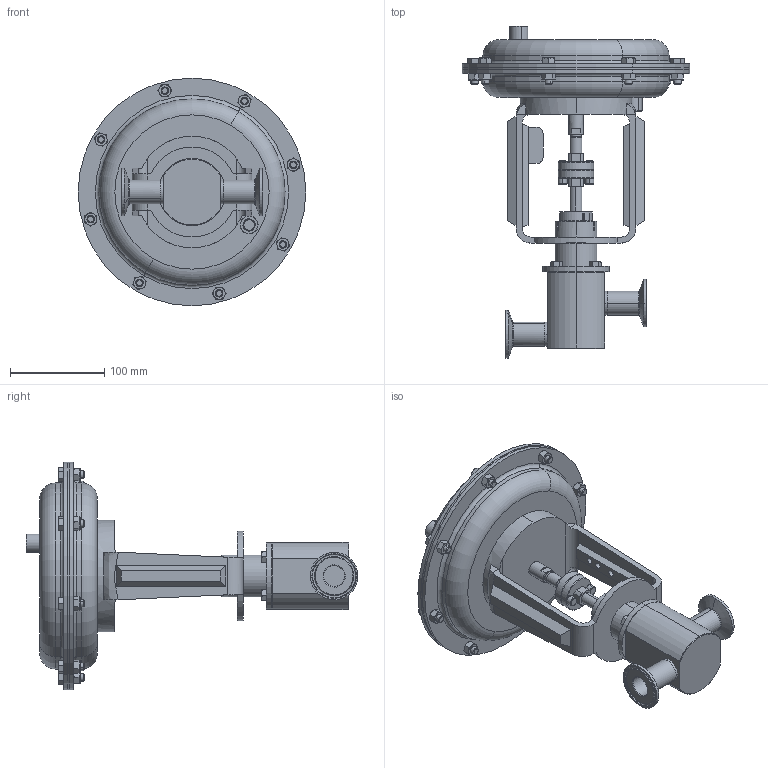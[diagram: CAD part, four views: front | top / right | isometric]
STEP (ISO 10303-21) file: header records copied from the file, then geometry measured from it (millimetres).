
FILE_DESCRIPTION (( 'STEP AP203' ), '1' );
FILE_NAME ('978EN-100-JD-35M.STEP', '2017-06-12T19:53:16', ( '' ), ( '' ), 'SwSTEP 2.0', 'SolidWorks 2014', '' );
FILE_SCHEMA (( 'CONFIG_CONTROL_DESIGN' ));
Length unit declared in the file: inch
Products named in the file (2): 978EN-100-JD-35M
Bounding box: 241.3 x 351.76 x 241.3 mm (x, y, z)
Volume: 2832001.9 mm3; surface area: 277590.3 mm2
Topology: 2 solids, 2 shells, 678 faces, 1558 edges, 952 vertices
Faces by surface type: plane 270, cone 250, cylinder 128, torus 28, bspline 2
Entity records: 20681 total; most frequent: CARTESIAN_POINT 5554, ORIENTED_EDGE 3116, DIRECTION 3092, EDGE_CURVE 1558, AXIS2_PLACEMENT_3D 1258, VERTEX_POINT 952, EDGE_LOOP 762, FACE_OUTER_BOUND 678
